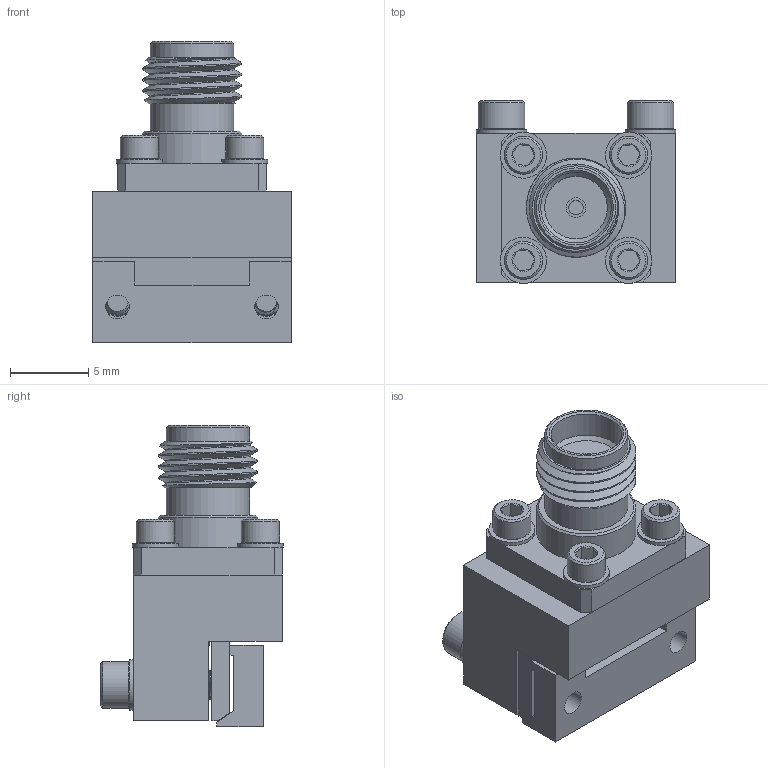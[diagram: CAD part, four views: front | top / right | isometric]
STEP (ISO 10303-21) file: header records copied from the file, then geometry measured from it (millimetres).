
FILE_DESCRIPTION (( 'STEP AP203' ), '1' );
FILE_NAME ('SCT048-SMA_3D.step', '2024-05-17T21:01:18', ( '' ), ( '' ), 'SwSTEP 2.0', 'SolidWorks 2022', '' );
FILE_SCHEMA (( 'CONFIG_CONTROL_DESIGN' ));
Length unit declared in the file: inch
Products named in the file (5): Copy of 1-72 SHCS x .3125^SCT048-SMA_92196A067; Copy of PE45400-Body^SCT048-SMA; Copy of Grounding Plate^SCT048-SMA; SCT048-SMA_3D; Copy of Threaded Clamping Plate^SCT048-SMA
Assembly tree (5 placements, depth 2):
  SCT048-SMA_3D
    Copy of PE45400-Body^SCT048-SMA
    Copy of Grounding Plate^SCT048-SMA
    Copy of Threaded Clamping Plate^SCT048-SMA
    Copy of 1-72 SHCS x .3125^SCT048-SMA_92196A067  x2
Bounding box: 12.77 x 11.71 x 19.28 mm (x, y, z)
Volume: 1210.6 mm3; surface area: 1853.8 mm2
Topology: 6 solids, 6 shells, 272 faces, 581 edges, 357 vertices
Faces by surface type: plane 141, cylinder 60, cone 56, bspline 15
Full cylindrical faces by diameter (mm): 0.178 x1, 0.381 x1, 0.914 x1, 1.016 x1, 1.219 x1, 1.27 x2, 1.511 x2, 1.524 x12, 1.575 x2, 1.854 x5, 1.981 x2, 2.438 x4, 2.946 x4, 2.997 x2, 3.251 x2, 4.521 x1, 5.08 x1, 5.334 x2, 6.35 x1
Entity records: 11945 total; most frequent: CARTESIAN_POINT 6812, DIRECTION 947, ORIENTED_EDGE 844, EDGE_CURVE 422, AXIS2_PLACEMENT_3D 380, EDGE_LOOP 331, VERTEX_POINT 283, FACE_OUTER_BOUND 271
